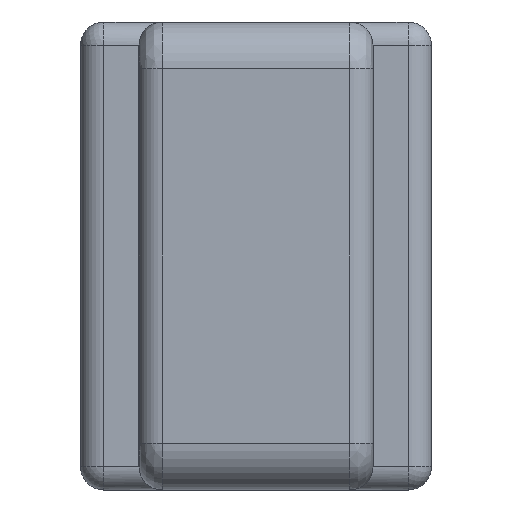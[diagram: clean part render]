
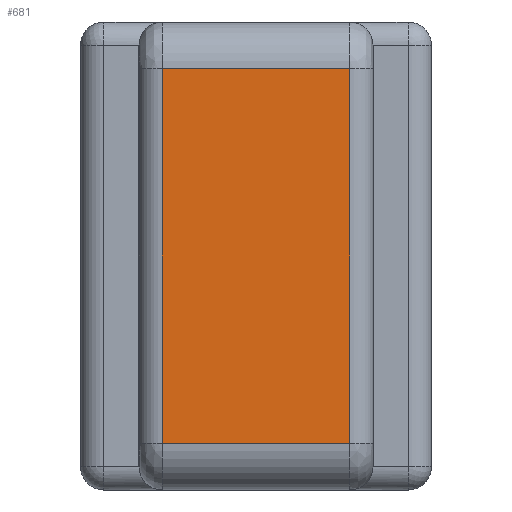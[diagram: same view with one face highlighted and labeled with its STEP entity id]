
A CAD part, front view. The second image highlights one B-rep face of the part: STEP entity #681.
In plain terms, the highlighted planar face has unit normal (0, -1, 0).
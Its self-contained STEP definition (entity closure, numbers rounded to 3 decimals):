
#21=PLANE('',#791);
#76=FACE_OUTER_BOUND('',#123,.T.);
#123=EDGE_LOOP('',(#566,#567,#568,#569));
#190=LINE('',#1076,#238);
#218=LINE('',#1207,#266);
#226=LINE('',#1239,#274);
#228=LINE('',#1242,#276);
#238=VECTOR('',#835,10.);
#266=VECTOR('',#965,10.);
#274=VECTOR('',#999,10.);
#276=VECTOR('',#1003,10.);
#291=VERTEX_POINT('',#1068);
#293=VERTEX_POINT('',#1074);
#325=VERTEX_POINT('',#1199);
#327=VERTEX_POINT('',#1205);
#346=EDGE_CURVE('',#293,#291,#190,.T.);
#405=EDGE_CURVE('',#327,#325,#218,.T.);
#418=EDGE_CURVE('',#291,#327,#226,.T.);
#420=EDGE_CURVE('',#325,#293,#228,.T.);
#566=ORIENTED_EDGE('',*,*,#346,.F.);
#567=ORIENTED_EDGE('',*,*,#420,.F.);
#568=ORIENTED_EDGE('',*,*,#405,.F.);
#569=ORIENTED_EDGE('',*,*,#418,.F.);
#681=ADVANCED_FACE('',(#76),#21,.T.);
#791=AXIS2_PLACEMENT_3D('',#1241,#1001,#1002);
#835=DIRECTION('',(0.,0.,-1.));
#965=DIRECTION('',(0.,0.,1.));
#999=DIRECTION('',(-1.,0.,0.));
#1001=DIRECTION('center_axis',(0.,-1.,0.));
#1002=DIRECTION('ref_axis',(1.,0.,0.));
#1003=DIRECTION('',(1.,0.,0.));
#1068=CARTESIAN_POINT('',(9.,0.,-8.));
#1074=CARTESIAN_POINT('',(9.,0.,8.));
#1076=CARTESIAN_POINT('',(9.,0.,0.));
#1199=CARTESIAN_POINT('',(1.,0.,8.));
#1205=CARTESIAN_POINT('',(1.,0.,-8.));
#1207=CARTESIAN_POINT('',(1.,0.,0.));
#1239=CARTESIAN_POINT('',(2.5,0.,-8.));
#1241=CARTESIAN_POINT('Origin',(0.,0.,0.));
#1242=CARTESIAN_POINT('',(2.5,0.,8.));
